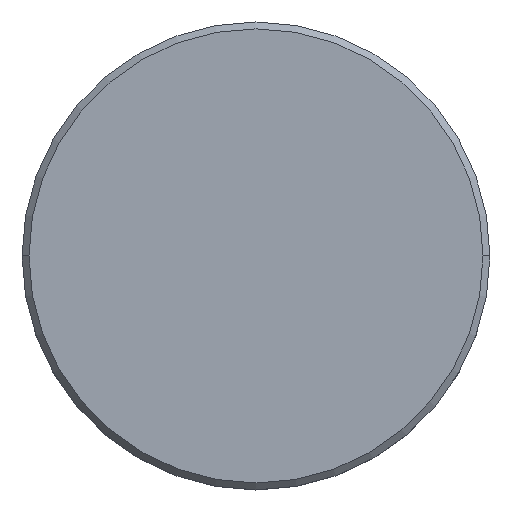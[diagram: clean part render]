
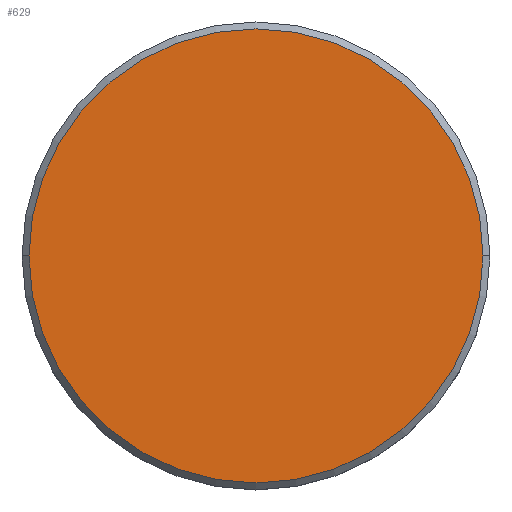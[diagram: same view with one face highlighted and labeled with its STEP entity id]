
A CAD part, top view. The second image highlights one B-rep face of the part: STEP entity #629.
In plain terms, the highlighted planar face has unit normal (0, 0, 1).
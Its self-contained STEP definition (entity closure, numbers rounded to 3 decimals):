
#17 = CIRCLE ( 'NONE', #680, 16.5 ) ;
#31 = CARTESIAN_POINT ( 'NONE',  ( 0., 0., 0. ) ) ;
#69 = ORIENTED_EDGE ( 'NONE', *, *, #392, .T. ) ;
#190 = DIRECTION ( 'NONE',  ( 1., 0., 0. ) ) ;
#194 = DIRECTION ( 'NONE',  ( 0., 0., 1. ) ) ;
#195 = CIRCLE ( 'NONE', #208, 16.5 ) ;
#208 = AXIS2_PLACEMENT_3D ( 'NONE', #1007, #194, #190 ) ;
#269 = DIRECTION ( 'NONE',  ( 1., 0., 0. ) ) ;
#344 = EDGE_CURVE ( 'NONE', #634, #1160, #17, .T. ) ;
#370 = ORIENTED_EDGE ( 'NONE', *, *, #344, .T. ) ;
#392 = EDGE_CURVE ( 'NONE', #1160, #634, #195, .T. ) ;
#580 = DIRECTION ( 'NONE',  ( 1., 0., 0. ) ) ;
#615 = CARTESIAN_POINT ( 'NONE',  ( -16.5, 0., 0. ) ) ;
#629 = ADVANCED_FACE ( 'NONE', ( #663 ), #851, .T. ) ;
#634 = VERTEX_POINT ( 'NONE', #615 ) ;
#663 = FACE_OUTER_BOUND ( 'NONE', #1094, .T. ) ;
#680 = AXIS2_PLACEMENT_3D ( 'NONE', #1003, #1181, #269 ) ;
#741 = CARTESIAN_POINT ( 'NONE',  ( 16.5, 0., 0. ) ) ;
#851 = PLANE ( 'NONE',  #973 ) ;
#973 = AXIS2_PLACEMENT_3D ( 'NONE', #31, #1034, #580 ) ;
#1003 = CARTESIAN_POINT ( 'NONE',  ( 0., 0., 0. ) ) ;
#1007 = CARTESIAN_POINT ( 'NONE',  ( 0., 0., 0. ) ) ;
#1034 = DIRECTION ( 'NONE',  ( 0., 0., 1. ) ) ;
#1094 = EDGE_LOOP ( 'NONE', ( #370, #69 ) ) ;
#1160 = VERTEX_POINT ( 'NONE', #741 ) ;
#1181 = DIRECTION ( 'NONE',  ( 0., 0., 1. ) ) ;
